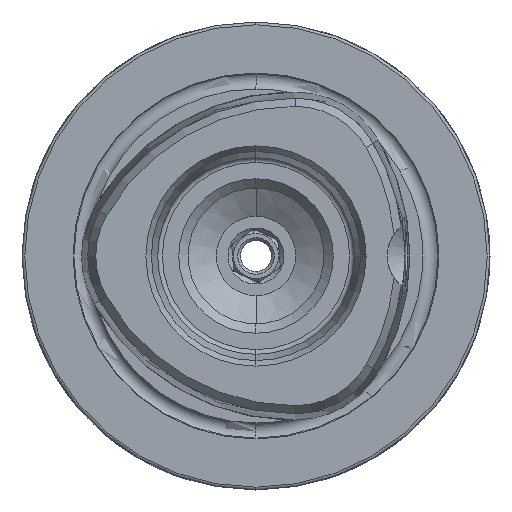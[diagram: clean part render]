
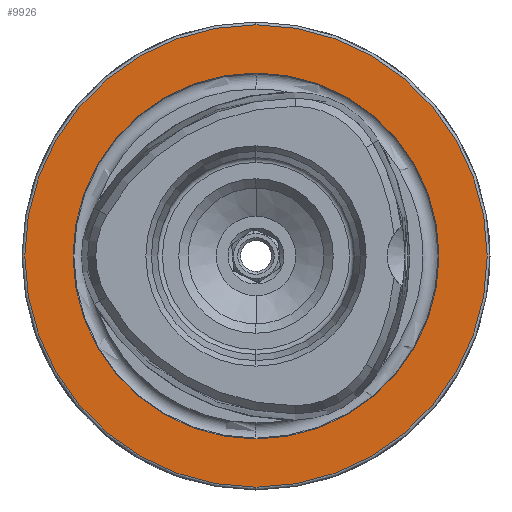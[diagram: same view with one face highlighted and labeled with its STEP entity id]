
A CAD part, left-side view. The second image highlights one B-rep face of the part: STEP entity #9926.
In plain terms, the highlighted planar face has unit normal (-1, 0, 0).
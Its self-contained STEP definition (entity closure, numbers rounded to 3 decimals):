
#224 = AXIS2_PLACEMENT_3D ( 'NONE', #18138, #361, #16681 ) ;
#361 = DIRECTION ( 'NONE',  ( -1., 0., 0. ) ) ;
#727 = ORIENTED_EDGE ( 'NONE', *, *, #8503, .T. ) ;
#807 = CARTESIAN_POINT ( 'NONE',  ( 0., 0., 24.7 ) ) ;
#862 = DIRECTION ( 'NONE',  ( -1., 0., 0. ) ) ;
#1045 = PLANE ( 'NONE',  #12035 ) ;
#2005 = EDGE_LOOP ( 'NONE', ( #16117, #727 ) ) ;
#2198 = DIRECTION ( 'NONE',  ( 0., 0., 1. ) ) ;
#2279 = FACE_OUTER_BOUND ( 'NONE', #2005, .T. ) ;
#2490 = CARTESIAN_POINT ( 'NONE',  ( 0., 0., 0. ) ) ;
#2696 = DIRECTION ( 'NONE',  ( 0., 0., 1. ) ) ;
#2770 = CARTESIAN_POINT ( 'NONE',  ( 0., 0., -19.55 ) ) ;
#4158 = CARTESIAN_POINT ( 'NONE',  ( 0., 0., 0. ) ) ;
#6166 = EDGE_CURVE ( 'NONE', #10150, #10400, #18040, .T. ) ;
#6914 = EDGE_CURVE ( 'NONE', #11773, #12508, #8163, .T. ) ;
#7477 = AXIS2_PLACEMENT_3D ( 'NONE', #2490, #8434, #18832 ) ;
#7717 = EDGE_LOOP ( 'NONE', ( #12484, #15808 ) ) ;
#8163 = CIRCLE ( 'NONE', #17197, 24.7 ) ;
#8434 = DIRECTION ( 'NONE',  ( -1., 0., 0. ) ) ;
#8503 = EDGE_CURVE ( 'NONE', #12508, #11773, #14513, .T. ) ;
#9018 = AXIS2_PLACEMENT_3D ( 'NONE', #12728, #862, #2198 ) ;
#9926 = ADVANCED_FACE ( 'NONE', ( #10676, #2279 ), #1045, .F. ) ;
#10086 = DIRECTION ( 'NONE',  ( -1., 0., 0. ) ) ;
#10150 = VERTEX_POINT ( 'NONE', #2770 ) ;
#10400 = VERTEX_POINT ( 'NONE', #11814 ) ;
#10676 = FACE_BOUND ( 'NONE', #7717, .T. ) ;
#11365 = DIRECTION ( 'NONE',  ( 0., 0., -1. ) ) ;
#11773 = VERTEX_POINT ( 'NONE', #807 ) ;
#11814 = CARTESIAN_POINT ( 'NONE',  ( 0., 0., 19.55 ) ) ;
#12035 = AXIS2_PLACEMENT_3D ( 'NONE', #17170, #17270, #11365 ) ;
#12484 = ORIENTED_EDGE ( 'NONE', *, *, #15059, .F. ) ;
#12508 = VERTEX_POINT ( 'NONE', #18532 ) ;
#12728 = CARTESIAN_POINT ( 'NONE',  ( 0., 0., 0. ) ) ;
#14513 = CIRCLE ( 'NONE', #224, 24.7 ) ;
#15059 = EDGE_CURVE ( 'NONE', #10400, #10150, #17104, .T. ) ;
#15808 = ORIENTED_EDGE ( 'NONE', *, *, #6166, .F. ) ;
#16117 = ORIENTED_EDGE ( 'NONE', *, *, #6914, .T. ) ;
#16681 = DIRECTION ( 'NONE',  ( 0., 0., 1. ) ) ;
#17104 = CIRCLE ( 'NONE', #9018, 19.55 ) ;
#17170 = CARTESIAN_POINT ( 'NONE',  ( 0., 19.55, 0. ) ) ;
#17197 = AXIS2_PLACEMENT_3D ( 'NONE', #4158, #10086, #2696 ) ;
#17270 = DIRECTION ( 'NONE',  ( 1., 0., 0. ) ) ;
#18040 = CIRCLE ( 'NONE', #7477, 19.55 ) ;
#18138 = CARTESIAN_POINT ( 'NONE',  ( 0., 0., 0. ) ) ;
#18532 = CARTESIAN_POINT ( 'NONE',  ( 0., 0., -24.7 ) ) ;
#18832 = DIRECTION ( 'NONE',  ( 0., 0., 1. ) ) ;
